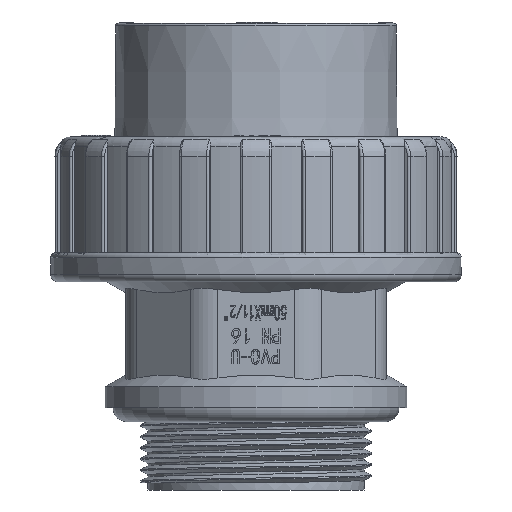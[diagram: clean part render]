
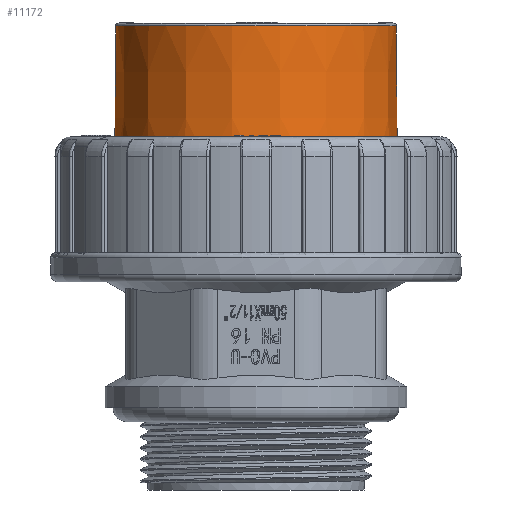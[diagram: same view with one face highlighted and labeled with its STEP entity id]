
A CAD part, front view. The second image highlights one B-rep face of the part: STEP entity #11172.
In plain terms, the highlighted conical face has half-angle 0.395 degrees and reference radius 29.05 mm.
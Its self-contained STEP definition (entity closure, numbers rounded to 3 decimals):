
#1925=CONICAL_SURFACE('',#35406,29.05,0.395);
#11172=ADVANCED_FACE('',(#14469,#14470),#1925,.T.);
#14469=FACE_BOUND('',#14671,.T.);
#14470=FACE_BOUND('',#14672,.T.);
#14671=EDGE_LOOP('',(#17106));
#14672=EDGE_LOOP('',(#17107));
#17106=ORIENTED_EDGE('',*,*,#30578,.T.);
#17107=ORIENTED_EDGE('',*,*,#30579,.T.);
#27194=VERTEX_POINT('',#46459);
#27195=VERTEX_POINT('',#46461);
#30578=EDGE_CURVE('',#27194,#27194,#35102,.T.);
#30579=EDGE_CURVE('',#27195,#27195,#35103,.T.);
#35102=CIRCLE('',#35404,29.053);
#35103=CIRCLE('',#35405,29.25);
#35404=AXIS2_PLACEMENT_3D('',#46458,#37871,#37872);
#35405=AXIS2_PLACEMENT_3D('',#46460,#37873,#37874);
#35406=AXIS2_PLACEMENT_3D('',#46462,#37875,#37876);
#37871=DIRECTION('',(0.,0.,-1.));
#37872=DIRECTION('',(1.,0.,0.));
#37873=DIRECTION('',(0.,0.,1.));
#37874=DIRECTION('',(1.,0.,0.));
#37875=DIRECTION('',(0.,0.,-1.));
#37876=DIRECTION('',(1.,0.,0.));
#46458=CARTESIAN_POINT('',(-120.,0.,53.003));
#46459=CARTESIAN_POINT('',(-90.947,0.,53.003));
#46460=CARTESIAN_POINT('',(-120.,0.,24.5));
#46461=CARTESIAN_POINT('',(-90.75,0.,24.5));
#46462=CARTESIAN_POINT('',(-120.,0.,53.5));
